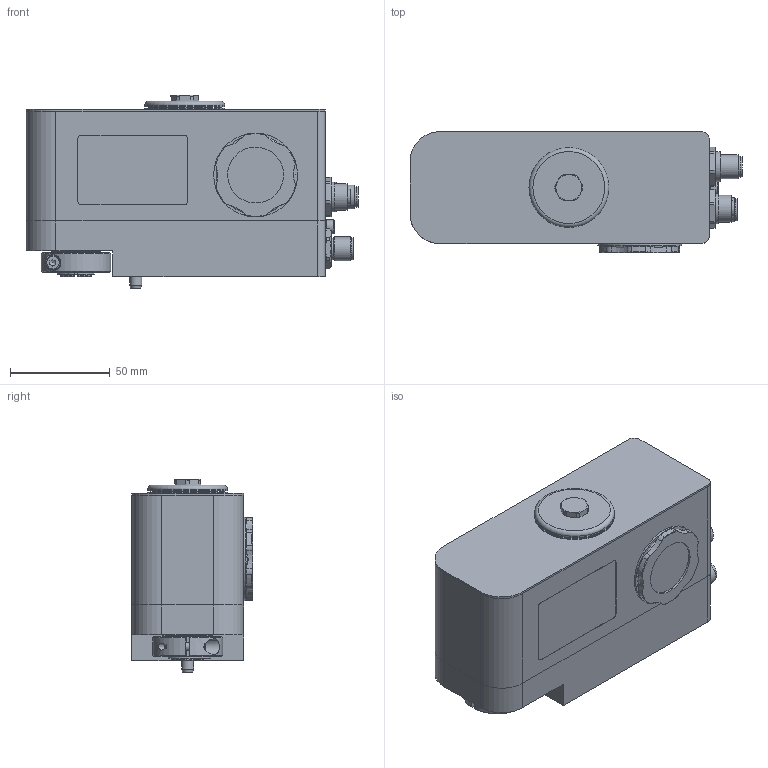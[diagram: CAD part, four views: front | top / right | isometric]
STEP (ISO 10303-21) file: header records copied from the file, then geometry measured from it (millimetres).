
FILE_DESCRIPTION(/* description */ ('Grundgestell PSS30x-14/32x-14 flach'),/* implementation_level */ '2;1');
FILE_NAME(/* name */ 'PSS30x32x-14.stp',/* time_stamp */ '2015-09-15T13:53:36+02:00',/* author */ ('nwolf'),/* organization */ (''),/* preprocessor_version */ 'ST-DEVELOPER v15.6',/* originating_system */ 'Autodesk Inventor 2015',/* authorisation */ '');
FILE_SCHEMA (('AUTOMOTIVE_DESIGN { 1 0 10303 214 3 1 1 }'));
Products named in the file (44): 1020.006323M; ENG-000683; ENG-000682; ENG-000294; ENG-000623; ENG-000280; ENG-000685; ENG-000686; 3030.003639M; 1030.014884M; DIN 7991 - M3x10; DIN 625 SKF - SKF 61803; DIN 912 - M4 x 0,7 x 16 x 14,25; DIN 471 - 16x1; DIN 625 SKF - SKF 626; DIN 625 SKF - SKF 624; 1010.003443M; 1020.006254M; 1200.006474MC; 1290.001634MC; ENG-000687; ENG-000688; 3030.004019M; ENG-000690; ENG-000691; 3030.004029M; ENG-000650; ENG-000651; 3030.003989M; 2600.000719M; 1290.003824M; 1450.002344M; 1450.001164M; DIN 912 - M4 x 0,7 x 8 x 6,25; DIN 6797 - A 4,3; 1510.000849M; 1290.003944M; 1290.003954M; 1190.000724M; 7000.000654MB ...
Assembly tree (47 placements, depth 3):
  7300.011833M
    1020.006323M
    3030.003639M
      ENG-000683
      ENG-000682
      ENG-000294
      ENG-000623
      ENG-000280
      ENG-000685
      ENG-000686
    1030.014884M
    DIN 7991 - M3x10  x4
    DIN 625 SKF - SKF 61803
    DIN 912 - M4 x 0,7 x 16 x 14,25
    DIN 471 - 16x1
    DIN 625 SKF - SKF 626
    DIN 625 SKF - SKF 624
    1010.003443M
    1020.006254M
    1200.006474MC
    1290.001634MC
    3030.004019M
      ENG-000687
      ENG-000688
    3030.004029M
      ENG-000690
      ENG-000691
    3030.003989M
      ENG-000650
      ENG-000651
    2600.000719M  x2
    1290.003824M
    1450.002344M
    1450.001164M
    DIN 912 - M4 x 0,7 x 8 x 6,25
    DIN 6797 - A 4,3
    1510.000849M
    1290.003944M
    1290.003954M
    1190.000724M
    7000.000654MB
    7005.001814M
    ENG-003084
    1450.001239M
Bounding box: 166.3 x 60.7 x 97 mm (x, y, z)
Volume: 189555 mm3; surface area: 155829.4 mm2
Topology: 43 solids, 43 shells, 1979 faces, 5015 edges, 3309 vertices
Faces by surface type: plane 1188, cylinder 437, bspline 152, cone 87, torus 84, sphere 31
Full cylindrical faces by diameter (mm): 0.6 x4, 0.75 x5, 1 x33, 1.6 x10, 1.7 x2, 2 x2, 2.459 x2, 2.621 x6, 3 x8, 3.2 x4, 3.242 x2, 3.4 x4, 3.459 x3, 4 x3, 4.3 x1, 4.5 x1, 5.8 x1, 6 x6, 6.2 x1, 6.4 x1, 6.8 x3, 6.88 x2, 7 x3, 7.2 x1, 7.5 x1, 8 x3, 8.1 x1, 8.2 x1, 9 x1, 9.2 x1
Entity records: 60901 total; most frequent: CARTESIAN_POINT 15323, ORIENTED_EDGE 8974, DIRECTION 8918, EDGE_CURVE 4487, AXIS2_PLACEMENT_3D 3151, VERTEX_POINT 3110, LINE 2616, VECTOR 2616
